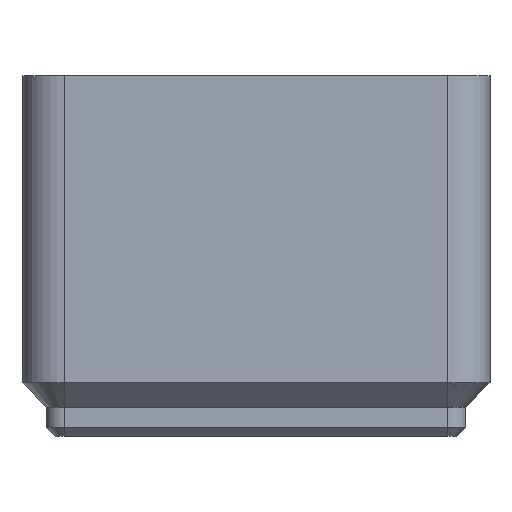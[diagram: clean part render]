
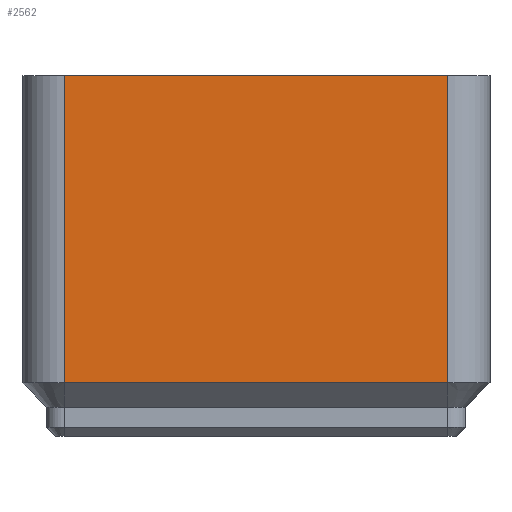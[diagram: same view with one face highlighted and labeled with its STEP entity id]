
A CAD part, front view. The second image highlights one B-rep face of the part: STEP entity #2562.
In plain terms, the highlighted planar face has unit normal (0, -1, 0).
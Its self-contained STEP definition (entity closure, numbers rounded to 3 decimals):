
#980 = VERTEX_POINT('',#981);
#981 = CARTESIAN_POINT('',(-17.,-20.75,-10.));
#988 = EDGE_CURVE('',#989,#980,#991,.T.);
#989 = VERTEX_POINT('',#990);
#990 = CARTESIAN_POINT('',(17.,-20.75,-10.));
#991 = LINE('',#992,#993);
#992 = CARTESIAN_POINT('',(17.,-20.75,-10.));
#993 = VECTOR('',#994,1.);
#994 = DIRECTION('',(-1.,0.,0.));
#2542 = VERTEX_POINT('',#2543);
#2543 = CARTESIAN_POINT('',(-17.,-20.75,-37.25));
#2550 = EDGE_CURVE('',#2542,#980,#2551,.T.);
#2551 = LINE('',#2552,#2553);
#2552 = CARTESIAN_POINT('',(-17.,-20.75,-37.25));
#2553 = VECTOR('',#2554,1.);
#2554 = DIRECTION('',(0.,0.,1.));
#2562 = ADVANCED_FACE('',(#2563),#2581,.T.);
#2563 = FACE_BOUND('',#2564,.T.);
#2564 = EDGE_LOOP('',(#2565,#2573,#2579,#2580));
#2565 = ORIENTED_EDGE('',*,*,#2566,.F.);
#2566 = EDGE_CURVE('',#2567,#2542,#2569,.T.);
#2567 = VERTEX_POINT('',#2568);
#2568 = CARTESIAN_POINT('',(17.,-20.75,-37.25));
#2569 = LINE('',#2570,#2571);
#2570 = CARTESIAN_POINT('',(17.,-20.75,-37.25));
#2571 = VECTOR('',#2572,1.);
#2572 = DIRECTION('',(-1.,0.,0.));
#2573 = ORIENTED_EDGE('',*,*,#2574,.T.);
#2574 = EDGE_CURVE('',#2567,#989,#2575,.T.);
#2575 = LINE('',#2576,#2577);
#2576 = CARTESIAN_POINT('',(17.,-20.75,-37.25));
#2577 = VECTOR('',#2578,1.);
#2578 = DIRECTION('',(0.,0.,1.));
#2579 = ORIENTED_EDGE('',*,*,#988,.T.);
#2580 = ORIENTED_EDGE('',*,*,#2550,.F.);
#2581 = PLANE('',#2582);
#2582 = AXIS2_PLACEMENT_3D('',#2583,#2584,#2585);
#2583 = CARTESIAN_POINT('',(17.,-20.75,-37.25));
#2584 = DIRECTION('',(0.,-1.,0.));
#2585 = DIRECTION('',(-1.,0.,0.));
